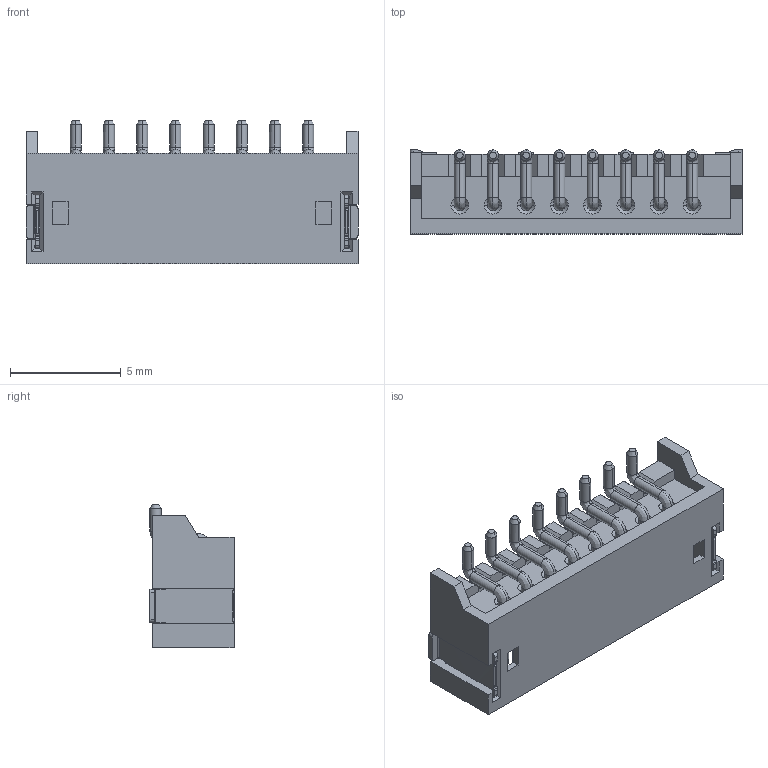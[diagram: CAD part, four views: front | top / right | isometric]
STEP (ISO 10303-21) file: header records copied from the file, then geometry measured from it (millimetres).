
FILE_DESCRIPTION( ('This file contains a STEP AP42 implementation' ,'as created by ZW3D STEP Interface translator.') ,'2;1' );
FILE_NAME( 'WF1501-WZXXXX1.stp' ,'23 417.165437', (''), ('ZWCAD Software Co.'), 'Version 1.0', 'ZW3D to STEP translator', '' );
FILE_SCHEMA(('AUTOMOTIVE_DESIGN { 1 0 10303 214 1 1 1 1 }'));
Length unit declared in the file: millimetre
Products named in the file (2): 0; WF1501-WZXXXX1
Bounding box: 15 x 3.8 x 6.5 mm (x, y, z)
Volume: 137.6 mm3; surface area: 563 mm2
Topology: 1 solids, 1 shells, 420 faces, 1081 edges, 664 vertices
Faces by surface type: plane 212, cylinder 112, cone 64, bspline 32
Entity records: 13486 total; most frequent: CARTESIAN_POINT 2670, DIRECTION 2204, ORIENTED_EDGE 2170, EDGE_CURVE 1081, AXIS2_PLACEMENT_3D 742, VECTOR 720, LINE 720, VERTEX_POINT 664
